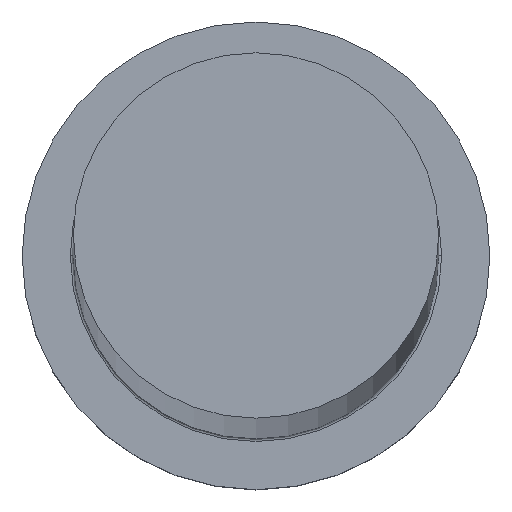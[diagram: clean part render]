
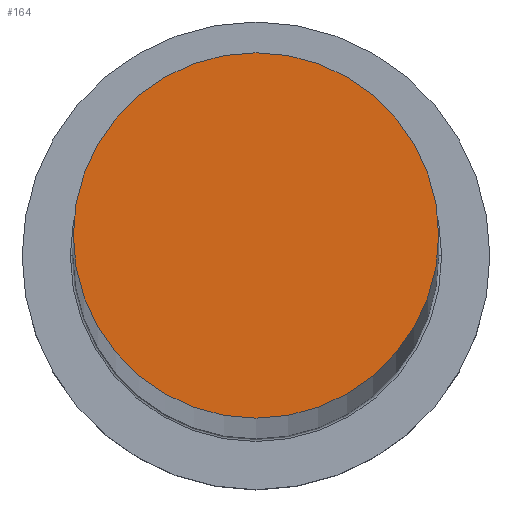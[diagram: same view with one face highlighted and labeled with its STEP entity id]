
A CAD part, top view. The second image highlights one B-rep face of the part: STEP entity #164.
In plain terms, the highlighted planar face has unit normal (0, 0, 1).
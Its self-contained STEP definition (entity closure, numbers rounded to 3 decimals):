
#2 = CARTESIAN_POINT ( 'NONE',  ( 0., 0., 810. ) ) ;
#6 = ORIENTED_EDGE ( 'NONE', *, *, #191, .T. ) ;
#8 = EDGE_LOOP ( 'NONE', ( #189, #6 ) ) ;
#11 = DIRECTION ( 'NONE',  ( 0., 0., 1. ) ) ;
#32 = VERTEX_POINT ( 'NONE', #67 ) ;
#34 = AXIS2_PLACEMENT_3D ( 'NONE', #265, #307, #103 ) ;
#67 = CARTESIAN_POINT ( 'NONE',  ( 12.5, 0., 810. ) ) ;
#103 = DIRECTION ( 'NONE',  ( 1., 0., 0. ) ) ;
#112 = DIRECTION ( 'NONE',  ( 1., 0., 0. ) ) ;
#124 = DIRECTION ( 'NONE',  ( 0., 0., 1. ) ) ;
#136 = VERTEX_POINT ( 'NONE', #172 ) ;
#156 = AXIS2_PLACEMENT_3D ( 'NONE', #197, #11, #112 ) ;
#158 = CIRCLE ( 'NONE', #34, 12.5 ) ;
#161 = CIRCLE ( 'NONE', #156, 12.5 ) ;
#164 = ADVANCED_FACE ( 'NONE', ( #218 ), #171, .T. ) ;
#171 = PLANE ( 'NONE',  #215 ) ;
#172 = CARTESIAN_POINT ( 'NONE',  ( -12.5, 0., 810. ) ) ;
#189 = ORIENTED_EDGE ( 'NONE', *, *, #220, .T. ) ;
#191 = EDGE_CURVE ( 'NONE', #32, #136, #158, .T. ) ;
#197 = CARTESIAN_POINT ( 'NONE',  ( 0., 0., 810. ) ) ;
#215 = AXIS2_PLACEMENT_3D ( 'NONE', #2, #124, #306 ) ;
#218 = FACE_OUTER_BOUND ( 'NONE', #8, .T. ) ;
#220 = EDGE_CURVE ( 'NONE', #136, #32, #161, .T. ) ;
#265 = CARTESIAN_POINT ( 'NONE',  ( 0., 0., 810. ) ) ;
#306 = DIRECTION ( 'NONE',  ( 1., 0., 0. ) ) ;
#307 = DIRECTION ( 'NONE',  ( 0., 0., 1. ) ) ;
